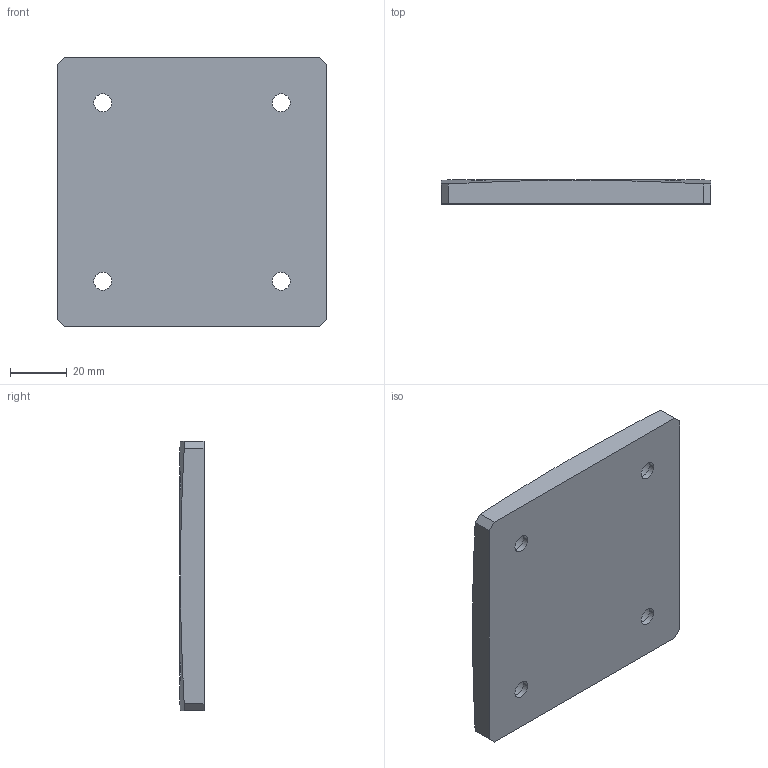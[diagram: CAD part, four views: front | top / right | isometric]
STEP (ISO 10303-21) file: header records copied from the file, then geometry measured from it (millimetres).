
FILE_DESCRIPTION((''),'2;1');
FILE_NAME('OPS95-MO','2023-07-24T09:49:23',('R&D'),(''),'CREO PARAMETRIC BY PTC INC, 2021063','CREO PARAMETRIC BY PTC INC, 2021063','');
FILE_SCHEMA(('CONFIG_CONTROL_DESIGN'));
Length unit declared in the file: millimetre
Products named in the file (1): OPS95-MO
Bounding box: 95 x 8.5 x 95 mm (x, y, z)
Volume: 70514.8 mm3; surface area: 21876 mm2
Topology: 1 solids, 1 shells, 35 faces, 96 edges, 64 vertices
Faces by surface type: cylinder 18, plane 15, cone 2
Entity records: 1284 total; most frequent: CARTESIAN_POINT 329, ORIENTED_EDGE 192, DIRECTION 190, EDGE_CURVE 96, AXIS2_PLACEMENT_3D 77, VERTEX_POINT 64, EDGE_LOOP 44, CIRCLE 42
